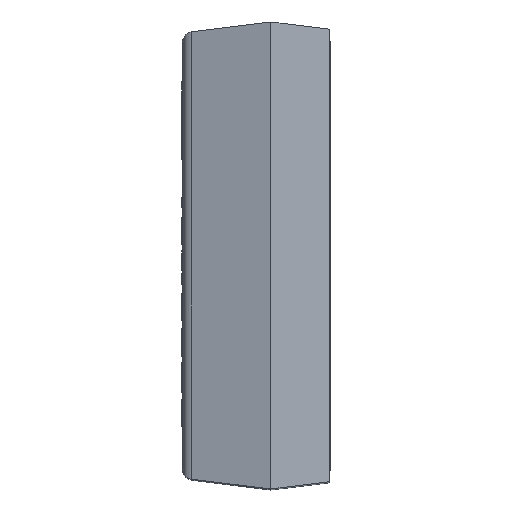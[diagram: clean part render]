
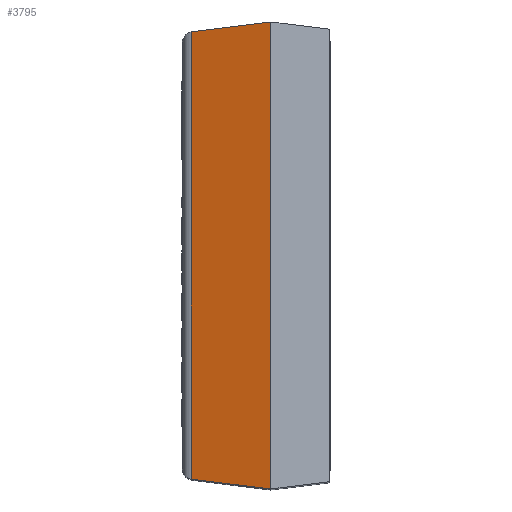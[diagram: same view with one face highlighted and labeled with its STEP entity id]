
A CAD part, top view. The second image highlights one B-rep face of the part: STEP entity #3795.
In plain terms, the highlighted planar face has unit normal (-0.259, 0, 0.966).
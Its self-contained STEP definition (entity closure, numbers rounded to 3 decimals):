
#186=ELLIPSE('',#4055,0.414,0.4);
#189=ELLIPSE('',#4067,0.414,0.4);
#347=FACE_OUTER_BOUND('',#580,.T.);
#580=EDGE_LOOP('',(#2797,#2798,#2799,#2800,#2801,#2802));
#895=LINE('',#5458,#1277);
#915=LINE('',#5509,#1297);
#917=LINE('',#5517,#1299);
#918=LINE('',#5518,#1300);
#1277=VECTOR('',#4539,1.);
#1297=VECTOR('',#4583,1.);
#1299=VECTOR('',#4593,1.);
#1300=VECTOR('',#4594,1.);
#1623=VERTEX_POINT('',#5455);
#1624=VERTEX_POINT('',#5457);
#1626=VERTEX_POINT('',#5463);
#1643=VERTEX_POINT('',#5508);
#1644=VERTEX_POINT('',#5512);
#1645=VERTEX_POINT('',#5516);
#2042=EDGE_CURVE('',#1624,#1623,#895,.T.);
#2046=EDGE_CURVE('',#1626,#1623,#186,.T.);
#2068=EDGE_CURVE('',#1643,#1626,#915,.T.);
#2071=EDGE_CURVE('',#1644,#1643,#189,.T.);
#2072=EDGE_CURVE('',#1644,#1645,#917,.T.);
#2073=EDGE_CURVE('',#1624,#1645,#918,.T.);
#2797=ORIENTED_EDGE('',*,*,#2046,.F.);
#2798=ORIENTED_EDGE('',*,*,#2068,.F.);
#2799=ORIENTED_EDGE('',*,*,#2071,.F.);
#2800=ORIENTED_EDGE('',*,*,#2072,.T.);
#2801=ORIENTED_EDGE('',*,*,#2073,.F.);
#2802=ORIENTED_EDGE('',*,*,#2042,.T.);
#3595=PLANE('',#4068);
#3795=ADVANCED_FACE('',(#347),#3595,.F.);
#4055=AXIS2_PLACEMENT_3D('',#5465,#4546,#4547);
#4067=AXIS2_PLACEMENT_3D('',#5514,#4589,#4590);
#4068=AXIS2_PLACEMENT_3D('',#5515,#4591,#4592);
#4539=DIRECTION('',(-0.959,-0.118,-0.257));
#4546=DIRECTION('center_axis',(0.259,0.,
-0.966));
#4547=DIRECTION('ref_axis',(-0.966,0.,-0.259));
#4583=DIRECTION('',(0.,1.,0.));
#4589=DIRECTION('center_axis',(0.259,0.,
-0.966));
#4590=DIRECTION('ref_axis',(-0.966,0.,-0.259));
#4591=DIRECTION('center_axis',(0.259,0.,
-0.966));
#4592=DIRECTION('ref_axis',(0.,1.,0.));
#4593=DIRECTION('',(0.959,-0.118,0.257));
#4594=DIRECTION('',(0.,-1.,0.));
#5455=CARTESIAN_POINT('',(-1.926,7.575,24.69));
#5457=CARTESIAN_POINT('',(0.723,7.9,25.4));
#5458=CARTESIAN_POINT('',(-1.259,7.657,24.869));
#5463=CARTESIAN_POINT('',(-1.981,7.564,24.676));
#5465=CARTESIAN_POINT('Origin',(-1.878,7.178,24.703));
#5508=CARTESIAN_POINT('',(-1.981,-7.564,24.676));
#5509=CARTESIAN_POINT('',(-1.981,0.,24.676));
#5512=CARTESIAN_POINT('',(-1.926,-7.575,24.69));
#5514=CARTESIAN_POINT('Origin',(-1.878,-7.178,24.703));
#5515=CARTESIAN_POINT('Origin',(-2.391,0.,
24.566));
#5516=CARTESIAN_POINT('',(0.722,-7.9,25.4));
#5517=CARTESIAN_POINT('',(-3.86,-7.337,24.172));
#5518=CARTESIAN_POINT('',(0.723,7.9,25.4));
